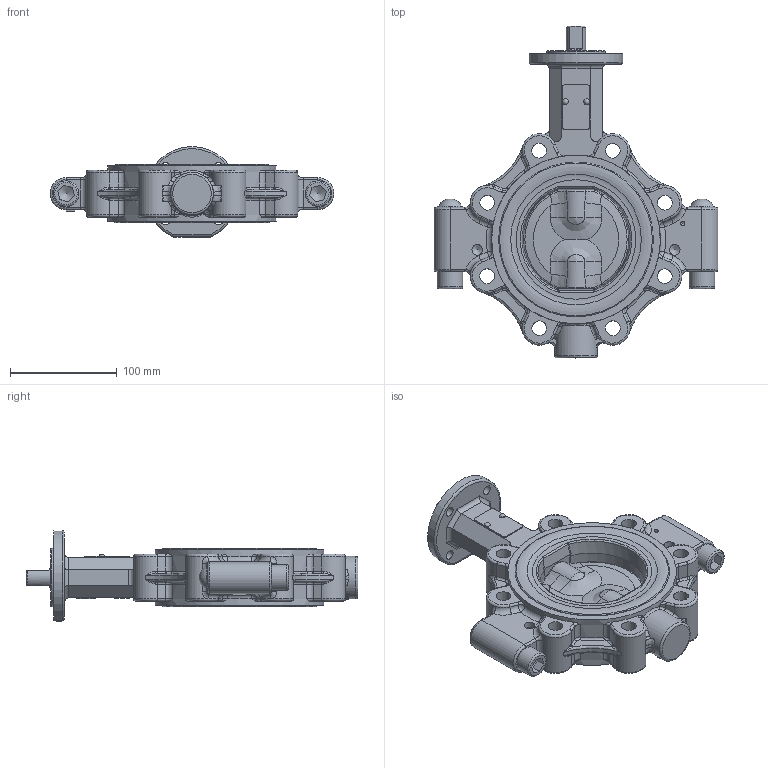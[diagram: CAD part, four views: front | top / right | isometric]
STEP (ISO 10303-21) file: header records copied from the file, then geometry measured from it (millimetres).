
FILE_DESCRIPTION(/* description */ (''),/* implementation_level */ '2;1');
FILE_NAME(/* name */ 'Z614-C_DN100.stp',/* time_stamp */ '2019-01-30T08:03:44+01:00',/* author */ ('hellwig'),/* organization */ (''),/* preprocessor_version */ 'ST-DEVELOPER v16.5',/* originating_system */ 'Autodesk Inventor 2017',/* authorisation */ '');
FILE_SCHEMA (('CONFIG_CONTROL_DESIGN'));
Length unit declared in the file: millimetre
Products named in the file (1): M1205
Bounding box: 266 x 311 x 84.63 mm (x, y, z)
Volume: 1355463.1 mm3; surface area: 235183.7 mm2
Topology: 1 solids, 21 shells, 1232 faces, 3130 edges, 1967 vertices
Faces by surface type: plane 434, bspline 334, cylinder 255, torus 153, cone 42, sphere 14
Full cylindrical faces by diameter (mm): 2.5 x1, 3 x4, 3.2 x2, 4.134 x1, 9 x4, 10 x2, 13.835 x10, 16 x2, 16.5 x2, 18 x3, 18.2 x3, 19 x1, 24 x2, 24.95 x3, 25 x8, 40 x1, 54.9 x1, 113.4 x2, 137 x2, 137.8 x2, 144.8 x2, 145 x2, 158 x2
Entity records: 55947 total; most frequent: CARTESIAN_POINT 27636, ORIENTED_EDGE 5836, DIRECTION 4912, EDGE_CURVE 2918, VERTEX_POINT 1911, AXIS2_PLACEMENT_3D 1829, EDGE_LOOP 1473, LINE 1254
